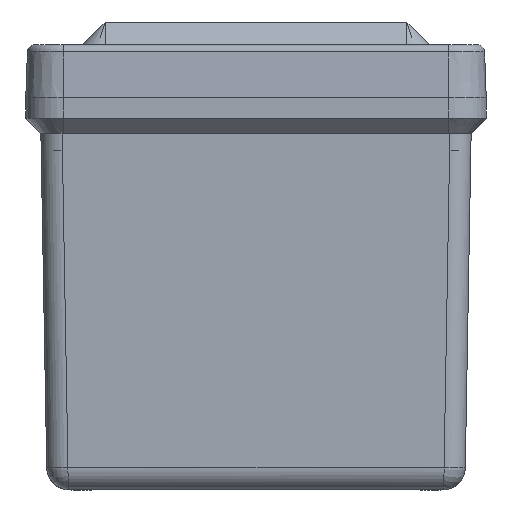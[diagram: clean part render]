
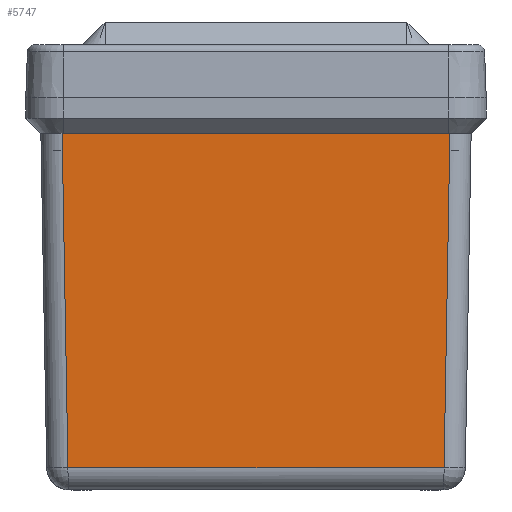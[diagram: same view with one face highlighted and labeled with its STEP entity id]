
A CAD part, front view. The second image highlights one B-rep face of the part: STEP entity #5747.
In plain terms, the highlighted face is planar.
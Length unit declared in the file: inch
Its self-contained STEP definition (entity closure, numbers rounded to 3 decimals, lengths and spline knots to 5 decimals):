
#366=LINE($,#9742,#842);
#367=LINE($,#9745,#843);
#368=LINE($,#9747,#844);
#369=LINE($,#9749,#845);
#370=LINE($,#9751,#846);
#371=LINE($,#9752,#847);
#842=VECTOR($,#7340,3.11411);
#843=VECTOR($,#7343,2.76912);
#844=VECTOR($,#7344,0.01163);
#845=VECTOR($,#7345,3.1875);
#846=VECTOR($,#7346,0.01163);
#847=VECTOR($,#7347,2.76912);
#1230=PLANE($,#6225);
#1534=FACE_OUTER_BOUND($,#1896,.T.);
#1896=EDGE_LOOP($,(#4418,#4419,#4420,#4421,#4422,#4423));
#2650=VERTEX_POINT($,#9397);
#2652=VERTEX_POINT($,#9623);
#2654=VERTEX_POINT($,#9744);
#2655=VERTEX_POINT($,#9746);
#2656=VERTEX_POINT($,#9748);
#2657=VERTEX_POINT($,#9750);
#3309=EDGE_CURVE($,#2652,#2650,#366,.T.);
#3310=EDGE_CURVE($,#2654,#2652,#367,.T.);
#3311=EDGE_CURVE($,#2654,#2655,#368,.T.);
#3312=EDGE_CURVE($,#2656,#2655,#369,.T.);
#3313=EDGE_CURVE($,#2656,#2657,#370,.T.);
#3314=EDGE_CURVE($,#2650,#2657,#371,.T.);
#4418=ORIENTED_EDGE($,*,*,#3309,.F.);
#4419=ORIENTED_EDGE($,*,*,#3310,.F.);
#4420=ORIENTED_EDGE($,*,*,#3311,.T.);
#4421=ORIENTED_EDGE($,*,*,#3312,.F.);
#4422=ORIENTED_EDGE($,*,*,#3313,.T.);
#4423=ORIENTED_EDGE($,*,*,#3314,.F.);
#5747=ADVANCED_FACE($,(#1534),#1230,.T.);
#6225=AXIS2_PLACEMENT_3D($,#9743,#7341,#7342);
#7340=DIRECTION($,(-1.,0.,0.));
#7341=DIRECTION('center_axis',(0.,-0.017,1.));
#7342=DIRECTION('ref_axis',(-1.,0.,0.));
#7343=DIRECTION($,(-0.017,-1.,-0.017));
#7344=DIRECTION($,(-1.,0.,0.));
#7345=DIRECTION($,(1.,0.,0.));
#7346=DIRECTION($,(-1.,0.,0.));
#7347=DIRECTION($,(-0.017,1.,0.017));
#9397=CARTESIAN_POINT('',(-1.55706,0.18423,5.38918));
#9623=CARTESIAN_POINT('',(1.55706,0.18423,5.38918));
#9742=CARTESIAN_POINT($,(1.55706,0.18423,5.38918));
#9743=CARTESIAN_POINT('Origin',(1.59375,2.9525,5.4375));
#9744=CARTESIAN_POINT('',(1.60538,2.9525,5.4375));
#9745=CARTESIAN_POINT($,(1.60538,2.9525,5.4375));
#9746=CARTESIAN_POINT('',(1.59375,2.9525,5.4375));
#9747=CARTESIAN_POINT($,(1.60538,2.9525,5.4375));
#9748=CARTESIAN_POINT('',(-1.59375,2.9525,5.4375));
#9749=CARTESIAN_POINT($,(-1.59375,2.9525,5.4375));
#9750=CARTESIAN_POINT('',(-1.60538,2.9525,5.4375));
#9751=CARTESIAN_POINT($,(-1.59375,2.9525,5.4375));
#9752=CARTESIAN_POINT($,(-1.55706,0.18423,5.38918));
